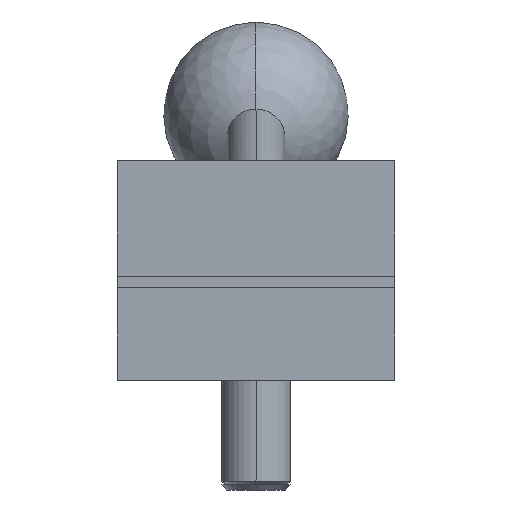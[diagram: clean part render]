
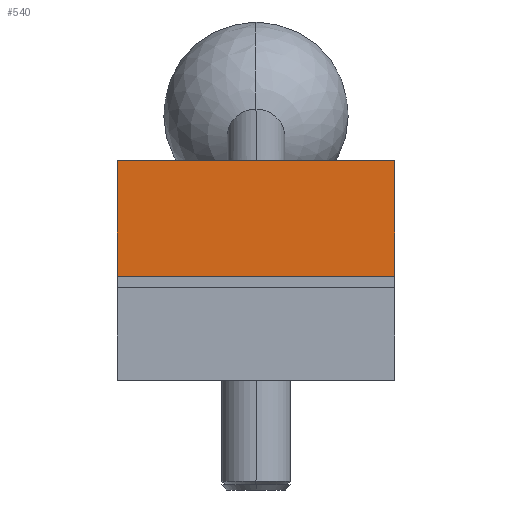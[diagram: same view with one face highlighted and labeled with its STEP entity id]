
A CAD part, left-side view. The second image highlights one B-rep face of the part: STEP entity #540.
In plain terms, the highlighted planar face has unit normal (-1, 0, 0).
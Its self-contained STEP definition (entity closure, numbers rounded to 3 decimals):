
#424=EDGE_CURVE('',#712,#822,#1159,.T.);
#540=ADVANCED_FACE('',(#1286),#1287,.T.);
#712=VERTEX_POINT('',#1477);
#772=VERTEX_POINT('',#1543);
#786=EDGE_CURVE('',#840,#822,#1561,.T.);
#822=VERTEX_POINT('',#1606);
#840=VERTEX_POINT('',#1627);
#844=EDGE_CURVE('',#772,#712,#1631,.T.);
#1014=EDGE_CURVE('',#840,#772,#1824,.T.);
#1159=LINE('',#1985,#1986);
#1286=FACE_OUTER_BOUND('',#2190,.T.);
#1287=PLANE('',#2191);
#1477=CARTESIAN_POINT('',(-40.0,-24.0,18.0));
#1543=CARTESIAN_POINT('',(-40.0,24.0,18.0));
#1561=LINE('',#2573,#2574);
#1606=CARTESIAN_POINT('',(-40.0,-24.0,38.0));
#1627=CARTESIAN_POINT('',(-40.0,24.0,38.0));
#1631=LINE('',#2692,#2693);
#1824=LINE('',#2990,#2991);
#1985=CARTESIAN_POINT('',(-40.0,-24.0,38.0));
#1986=VECTOR('',#3197,1.0);
#2190=EDGE_LOOP('',(#3316,#3317,#3318,#3319));
#2191=AXIS2_PLACEMENT_3D('',#3320,#3321,#3322);
#2573=CARTESIAN_POINT('',(-40.0,0.,38.0));
#2574=VECTOR('',#3631,1.0);
#2692=CARTESIAN_POINT('',(-40.0,0.,18.0));
#2693=VECTOR('',#3731,1.0);
#2990=CARTESIAN_POINT('',(-40.0,24.0,38.0));
#2991=VECTOR('',#3985,1.0);
#3197=DIRECTION('',(0.0,0.,1.0));
#3316=ORIENTED_EDGE('',*,*,#424,.T.);
#3317=ORIENTED_EDGE('',*,*,#786,.F.);
#3318=ORIENTED_EDGE('',*,*,#1014,.T.);
#3319=ORIENTED_EDGE('',*,*,#844,.T.);
#3320=CARTESIAN_POINT('',(-40.0,0.,18.0));
#3321=DIRECTION('',(-1.0,0.0,0.0));
#3322=DIRECTION('',(0.0,-1.0,0.));
#3631=DIRECTION('',(0.0,-1.0,0.));
#3731=DIRECTION('',(0.0,-1.0,0.));
#3985=DIRECTION('',(0.0,0.,-1.0));
